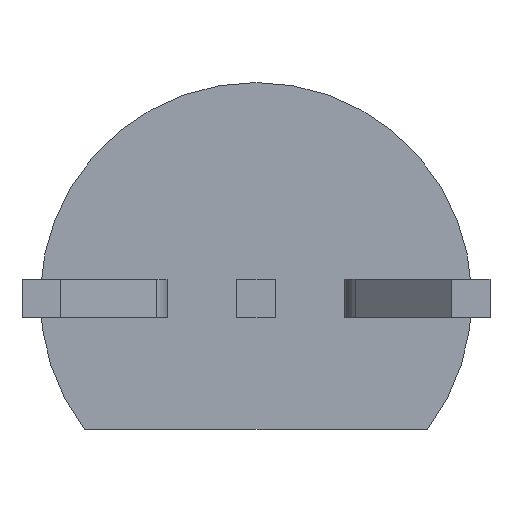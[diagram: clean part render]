
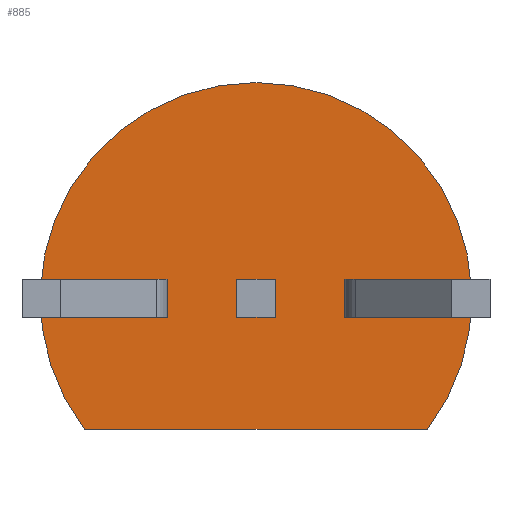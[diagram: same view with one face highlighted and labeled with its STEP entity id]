
A CAD part, front view. The second image highlights one B-rep face of the part: STEP entity #885.
In plain terms, the highlighted planar face has unit normal (0, -1, 0).
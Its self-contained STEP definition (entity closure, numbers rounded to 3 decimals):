
#316 = DIRECTION ( 'NONE',  ( -1., 0., 0. ) ) ;
#317 = VECTOR ( 'NONE', #316, 1000. ) ;
#318 = CARTESIAN_POINT ( 'NONE',  ( -0.225, 0., 0.225 ) ) ;
#319 = LINE ( 'NONE', #318, #317 ) ;
#320 = CARTESIAN_POINT ( 'NONE',  ( 1.045, 0., 0.225 ) ) ;
#321 = DIRECTION ( 'NONE',  ( -1., 0., 0. ) ) ;
#322 = VECTOR ( 'NONE', #321, 1000. ) ;
#323 = CARTESIAN_POINT ( 'NONE',  ( 1.045, 0., 0.225 ) ) ;
#324 = LINE ( 'NONE', #323, #322 ) ;
#325 = CARTESIAN_POINT ( 'NONE',  ( 0.225, 0., 0.225 ) ) ;
#326 = CARTESIAN_POINT ( 'NONE',  ( 0.225, 0., -0.225 ) ) ;
#327 = DIRECTION ( 'NONE',  ( 0., 0., 1. ) ) ;
#328 = VECTOR ( 'NONE', #327, 1000. ) ;
#329 = CARTESIAN_POINT ( 'NONE',  ( 0.225, 0., 0.225 ) ) ;
#330 = LINE ( 'NONE', #329, #328 ) ;
#331 = DIRECTION ( 'NONE',  ( 1., 0., 0. ) ) ;
#332 = VECTOR ( 'NONE', #331, 1000. ) ;
#333 = CARTESIAN_POINT ( 'NONE',  ( -0.225, 0., -0.225 ) ) ;
#334 = LINE ( 'NONE', #333, #332 ) ;
#335 = CARTESIAN_POINT ( 'NONE',  ( -0.225, 0., -0.225 ) ) ;
#362 = DIRECTION ( 'NONE',  ( 0., 0., -1. ) ) ;
#363 = VECTOR ( 'NONE', #362, 1000. ) ;
#364 = CARTESIAN_POINT ( 'NONE',  ( 1.045, 0., 0.225 ) ) ;
#365 = LINE ( 'NONE', #364, #363 ) ;
#386 = DIRECTION ( 'NONE',  ( 0., 0., -1. ) ) ;
#387 = VECTOR ( 'NONE', #386, 1000. ) ;
#388 = CARTESIAN_POINT ( 'NONE',  ( -0.225, 0., 0.225 ) ) ;
#389 = LINE ( 'NONE', #388, #387 ) ;
#391 = CARTESIAN_POINT ( 'NONE',  ( -1.045, 0., -0.225 ) ) ;
#392 = DIRECTION ( 'NONE',  ( 0., 0., 1. ) ) ;
#393 = VECTOR ( 'NONE', #392, 1000. ) ;
#394 = CARTESIAN_POINT ( 'NONE',  ( -1.045, 0., 0.225 ) ) ;
#395 = LINE ( 'NONE', #394, #393 ) ;
#403 = CARTESIAN_POINT ( 'NONE',  ( 0., 0., 0. ) ) ;
#404 = AXIS2_PLACEMENT_3D ( 'NONE', #403, #457, #456 ) ;
#405 = PLANE ( 'NONE',  #404 ) ;
#421 = FACE_BOUND ( 'NONE', #856, .T. ) ;
#422 = FACE_BOUND ( 'NONE', #944, .T. ) ;
#423 = FACE_OUTER_BOUND ( 'NONE', #932, .T. ) ;
#424 = FACE_BOUND ( 'NONE', #883, .T. ) ;
#430 = DIRECTION ( 'NONE',  ( 1., 0., 0. ) ) ;
#431 = DIRECTION ( 'NONE',  ( 0., 1., 0. ) ) ;
#432 = CARTESIAN_POINT ( 'NONE',  ( 0., 0., 0. ) ) ;
#433 = AXIS2_PLACEMENT_3D ( 'NONE', #432, #431, #430 ) ;
#434 = CIRCLE ( 'NONE', #433, 2.55 ) ;
#435 = CARTESIAN_POINT ( 'NONE',  ( -1.045, 0., 0.225 ) ) ;
#440 = DIRECTION ( 'NONE',  ( 1., 0., 0. ) ) ;
#441 = VECTOR ( 'NONE', #440, 1000. ) ;
#442 = CARTESIAN_POINT ( 'NONE',  ( -1.495, 0., -0.225 ) ) ;
#443 = LINE ( 'NONE', #442, #441 ) ;
#444 = DIRECTION ( 'NONE',  ( -1., 0., 0. ) ) ;
#445 = VECTOR ( 'NONE', #444, 1000. ) ;
#446 = CARTESIAN_POINT ( 'NONE',  ( -1.495, 0., 0.225 ) ) ;
#447 = LINE ( 'NONE', #446, #445 ) ;
#448 = CARTESIAN_POINT ( 'NONE',  ( 1.495, 0., 0.225 ) ) ;
#449 = CARTESIAN_POINT ( 'NONE',  ( -2.025, 0., -1.55 ) ) ;
#450 = CARTESIAN_POINT ( 'NONE',  ( 2.025, 0., -1.55 ) ) ;
#455 = CARTESIAN_POINT ( 'NONE',  ( -0.225, 0., 0.225 ) ) ;
#456 = DIRECTION ( 'NONE',  ( 1., 0., 0. ) ) ;
#457 = DIRECTION ( 'NONE',  ( 0., 1., 0. ) ) ;
#472 = DIRECTION ( 'NONE',  ( 0., 0., 1. ) ) ;
#473 = VECTOR ( 'NONE', #472, 1000. ) ;
#474 = CARTESIAN_POINT ( 'NONE',  ( 1.495, 0., 0.225 ) ) ;
#475 = LINE ( 'NONE', #474, #473 ) ;
#482 = CARTESIAN_POINT ( 'NONE',  ( -1.495, 0., -0.225 ) ) ;
#503 = CARTESIAN_POINT ( 'NONE',  ( -1.495, 0., 0.225 ) ) ;
#506 = CARTESIAN_POINT ( 'NONE',  ( 1.045, 0., -0.225 ) ) ;
#507 = DIRECTION ( 'NONE',  ( 1., 0., 0. ) ) ;
#508 = VECTOR ( 'NONE', #507, 1000. ) ;
#509 = CARTESIAN_POINT ( 'NONE',  ( -5.751, 0., -1.55 ) ) ;
#510 = LINE ( 'NONE', #509, #508 ) ;
#511 = CARTESIAN_POINT ( 'NONE',  ( 1.495, 0., -0.225 ) ) ;
#512 = DIRECTION ( 'NONE',  ( 1., 0., 0. ) ) ;
#513 = VECTOR ( 'NONE', #512, 1000. ) ;
#514 = CARTESIAN_POINT ( 'NONE',  ( 1.045, 0., -0.225 ) ) ;
#515 = LINE ( 'NONE', #514, #513 ) ;
#516 = DIRECTION ( 'NONE',  ( 0., 0., -1. ) ) ;
#517 = VECTOR ( 'NONE', #516, 1000. ) ;
#518 = CARTESIAN_POINT ( 'NONE',  ( -1.495, 0., 0.225 ) ) ;
#519 = LINE ( 'NONE', #518, #517 ) ;
#851 = VERTEX_POINT ( 'NONE', #335 ) ;
#853 = EDGE_CURVE ( 'NONE', #851, #855, #334, .T. ) ;
#854 = EDGE_CURVE ( 'NONE', #855, #859, #330, .T. ) ;
#855 = VERTEX_POINT ( 'NONE', #326 ) ;
#856 = EDGE_LOOP ( 'NONE', ( #857, #858, #879, #882 ) ) ;
#857 = ORIENTED_EDGE ( 'NONE', *, *, #854, .F. ) ;
#858 = ORIENTED_EDGE ( 'NONE', *, *, #853, .F. ) ;
#859 = VERTEX_POINT ( 'NONE', #325 ) ;
#860 = EDGE_CURVE ( 'NONE', #896, #861, #324, .T. ) ;
#861 = VERTEX_POINT ( 'NONE', #320 ) ;
#862 = ORIENTED_EDGE ( 'NONE', *, *, #860, .F. ) ;
#863 = EDGE_CURVE ( 'NONE', #859, #886, #319, .T. ) ;
#870 = ORIENTED_EDGE ( 'NONE', *, *, #872, .F. ) ;
#872 = EDGE_CURVE ( 'NONE', #861, #940, #365, .T. ) ;
#877 = EDGE_CURVE ( 'NONE', #878, #904, #395, .T. ) ;
#878 = VERTEX_POINT ( 'NONE', #391 ) ;
#879 = ORIENTED_EDGE ( 'NONE', *, *, #880, .F. ) ;
#880 = EDGE_CURVE ( 'NONE', #886, #851, #389, .T. ) ;
#881 = ORIENTED_EDGE ( 'NONE', *, *, #877, .F. ) ;
#882 = ORIENTED_EDGE ( 'NONE', *, *, #863, .F. ) ;
#883 = EDGE_LOOP ( 'NONE', ( #881, #951, #919, #949 ) ) ;
#885 = ADVANCED_FACE ( 'NONE', ( #424, #423, #422, #421 ), #405, .F. ) ;
#886 = VERTEX_POINT ( 'NONE', #455 ) ;
#890 = VERTEX_POINT ( 'NONE', #450 ) ;
#895 = VERTEX_POINT ( 'NONE', #449 ) ;
#896 = VERTEX_POINT ( 'NONE', #448 ) ;
#897 = EDGE_CURVE ( 'NONE', #904, #942, #447, .T. ) ;
#898 = EDGE_CURVE ( 'NONE', #911, #878, #443, .T. ) ;
#904 = VERTEX_POINT ( 'NONE', #435 ) ;
#905 = EDGE_CURVE ( 'NONE', #895, #890, #434, .T. ) ;
#911 = VERTEX_POINT ( 'NONE', #482 ) ;
#912 = ORIENTED_EDGE ( 'NONE', *, *, #905, .F. ) ;
#919 = ORIENTED_EDGE ( 'NONE', *, *, #934, .F. ) ;
#920 = EDGE_CURVE ( 'NONE', #937, #896, #475, .T. ) ;
#927 = ORIENTED_EDGE ( 'NONE', *, *, #939, .T. ) ;
#932 = EDGE_LOOP ( 'NONE', ( #927, #912 ) ) ;
#933 = ORIENTED_EDGE ( 'NONE', *, *, #920, .F. ) ;
#934 = EDGE_CURVE ( 'NONE', #942, #911, #519, .T. ) ;
#935 = EDGE_CURVE ( 'NONE', #940, #937, #515, .T. ) ;
#937 = VERTEX_POINT ( 'NONE', #511 ) ;
#939 = EDGE_CURVE ( 'NONE', #895, #890, #510, .T. ) ;
#940 = VERTEX_POINT ( 'NONE', #506 ) ;
#942 = VERTEX_POINT ( 'NONE', #503 ) ;
#944 = EDGE_LOOP ( 'NONE', ( #933, #945, #870, #862 ) ) ;
#945 = ORIENTED_EDGE ( 'NONE', *, *, #935, .F. ) ;
#949 = ORIENTED_EDGE ( 'NONE', *, *, #897, .F. ) ;
#951 = ORIENTED_EDGE ( 'NONE', *, *, #898, .F. ) ;
